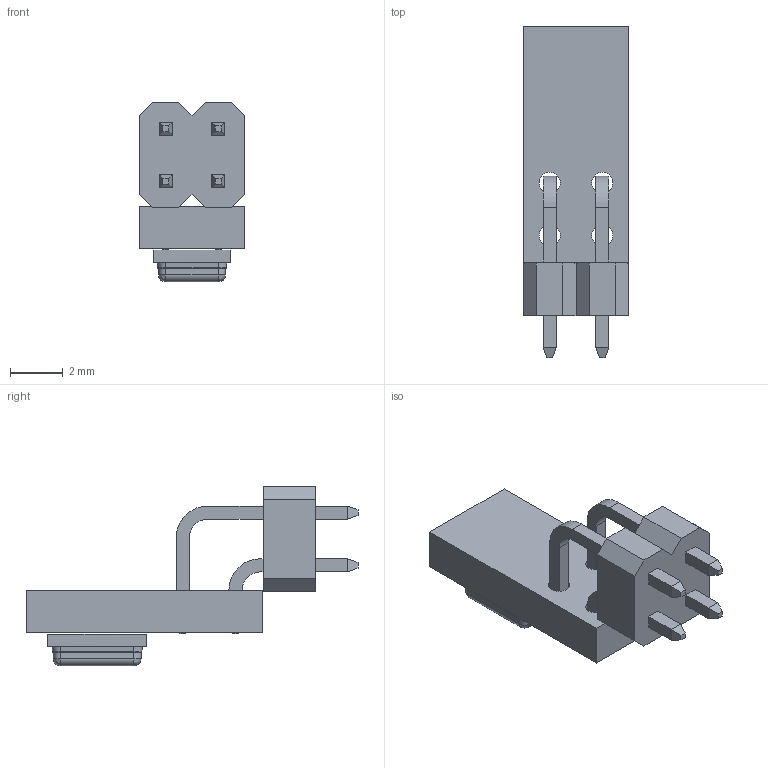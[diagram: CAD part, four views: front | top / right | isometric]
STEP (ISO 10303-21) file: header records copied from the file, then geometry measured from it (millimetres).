
FILE_DESCRIPTION(('KiCad electronic assembly'),'2;1');
FILE_NAME('audio.step','2023-02-12T16:49:07',('Pcbnew'),('Kicad'), 'Open CASCADE STEP processor 7.6','KiCad to STEP converter','Unknown' );
FILE_SCHEMA(('AUTOMOTIVE_DESIGN { 1 0 10303 214 1 1 1 1 }'));
Length unit declared in the file: millimetre
Products named in the file (6): audio 1; 2pin_header; SOLID; SPU0414HR5H-SB; COMPOUND; _autosave-audio PCB
Assembly tree (5 placements, depth 3):
  audio 1
    2pin_header
      SOLID
    SPU0414HR5H-SB
      COMPOUND
    _autosave-audio PCB
Bounding box: 4 x 12.6 x 6.81 mm (x, y, z)
Volume: 102.2 mm3; surface area: 342.6 mm2
Topology: 22 solids, 26 shells, 316 faces, 740 edges, 462 vertices
Faces by surface type: plane 223, cylinder 51, bspline 29, torus 5, sphere 4, cone 4
Full cylindrical faces by diameter (mm): 0.4 x2, 0.8 x12
Entity records: 19027 total; most frequent: CARTESIAN_POINT 4176, DIRECTION 2647, LINE 1803, VECTOR 1803, ORIENTED_EDGE 1436, PCURVE 1436, DEFINITIONAL_REPRESENTATION 1436, EDGE_CURVE 718
